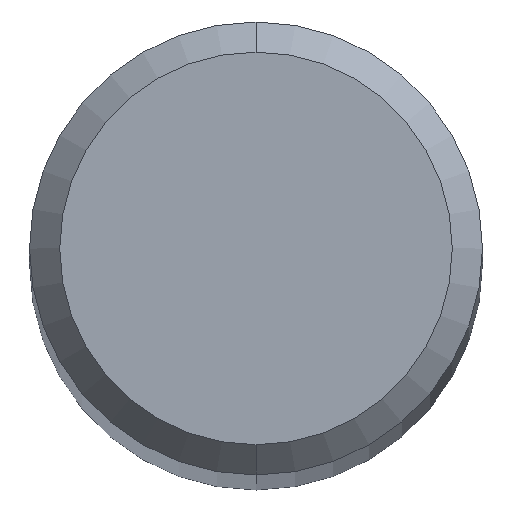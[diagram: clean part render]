
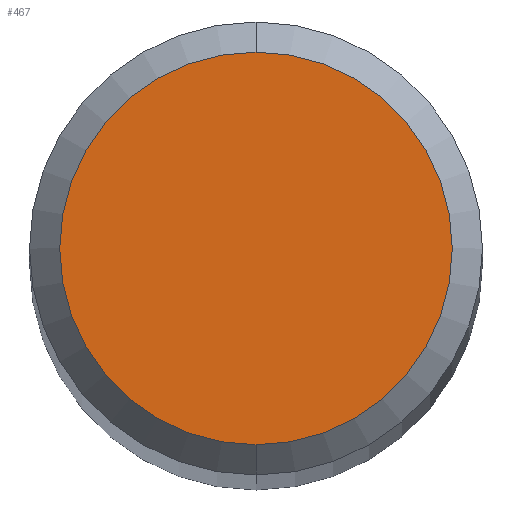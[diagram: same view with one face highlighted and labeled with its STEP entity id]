
A CAD part, top view. The second image highlights one B-rep face of the part: STEP entity #467.
In plain terms, the highlighted planar face has unit normal (0, 0, 1).
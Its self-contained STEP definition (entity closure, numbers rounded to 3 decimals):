
#217=VERTEX_POINT('',#575);
#317=EDGE_CURVE('',#217,#403,#684,.T.);
#403=VERTEX_POINT('',#779);
#441=EDGE_CURVE('',#403,#217,#821,.T.);
#467=ADVANCED_FACE('',(#849),#850,.T.);
#575=CARTESIAN_POINT('',(0.0,2.6,0.0));
#684=CIRCLE('',#1138,2.6);
#779=CARTESIAN_POINT('',(0.,-2.6,0.0));
#821=CIRCLE('',#1473,2.6);
#849=FACE_OUTER_BOUND('',#1516,.T.);
#850=PLANE('',#1517);
#1138=AXIS2_PLACEMENT_3D('',#1802,#1803,#1804);
#1473=AXIS2_PLACEMENT_3D('',#1954,#1955,#1956);
#1516=EDGE_LOOP('',(#1978,#1979));
#1517=AXIS2_PLACEMENT_3D('',#1980,#1981,#1982);
#1802=CARTESIAN_POINT('',(0.0,0.0,0.0));
#1803=DIRECTION('',(0.0,0.0,-1.0));
#1804=DIRECTION('',(0.0,1.0,0.0));
#1954=CARTESIAN_POINT('',(0.0,0.0,0.0));
#1955=DIRECTION('',(0.0,0.0,-1.0));
#1956=DIRECTION('',(0.0,1.0,0.0));
#1978=ORIENTED_EDGE('',*,*,#317,.F.);
#1979=ORIENTED_EDGE('',*,*,#441,.F.);
#1980=CARTESIAN_POINT('',(0.0,1.3,0.0));
#1981=DIRECTION('',(-0.0,0.0,1.0));
#1982=DIRECTION('',(0.0,-1.0,0.0));
